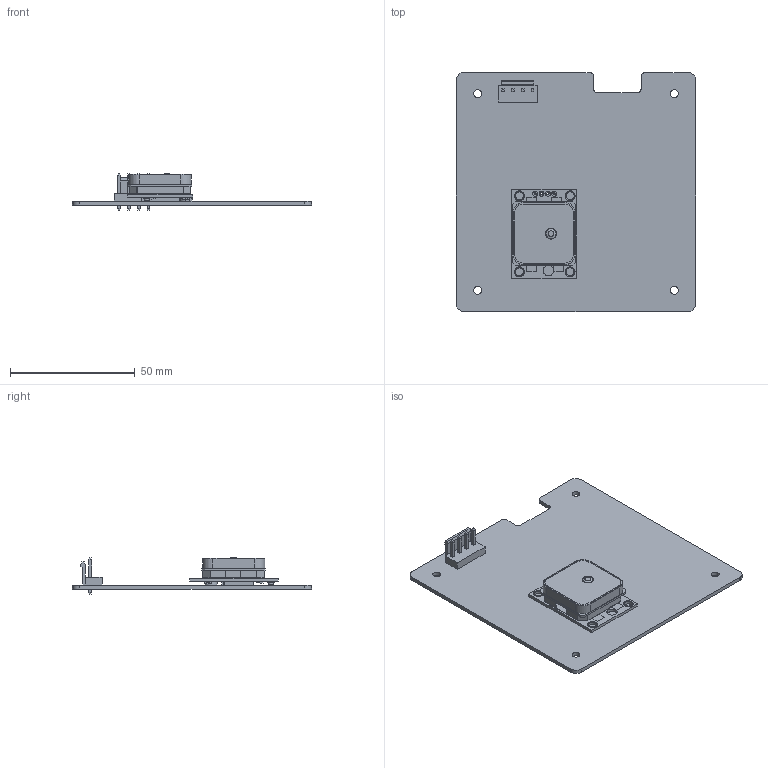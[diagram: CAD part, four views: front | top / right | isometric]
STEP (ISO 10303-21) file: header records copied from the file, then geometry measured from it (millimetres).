
FILE_DESCRIPTION(('KiCad electronic assembly'),'2;1');
FILE_NAME('localizacao_car.step','2025-03-30T11:46:56',('Pcbnew'),( 'Kicad'),'Open CASCADE STEP processor 7.6','KiCad to STEP converter' ,'Unknown');
FILE_SCHEMA(('AUTOMOTIVE_DESIGN { 1 0 10303 214 1 1 1 1 }'));
Length unit declared in the file: millimetre
Products named in the file (6): localizacao_car 1; B4P-VH_LF__SN_; B4P-VH(LF)(SN); GY-NEO6MV2-withAnt v2; _autosave-localizacao_car_PCB
Assembly tree (5 placements, depth 3):
  localizacao_car 1
    B4P-VH_LF__SN_
      B4P-VH(LF)(SN)
    GY-NEO6MV2-withAnt v2
      GY-NEO6MV2-withAnt v2
    _autosave-localizacao_car_PCB
Bounding box: 96 x 96 x 14.7 mm (x, y, z)
Volume: 19888.1 mm3; surface area: 26540.5 mm2
Topology: 10 solids, 10 shells, 390 faces, 922 edges, 588 vertices
Faces by surface type: plane 280, cylinder 94, cone 9, sphere 4, torus 2, bspline 1
Full cylindrical faces by diameter (mm): 0.5 x1, 0.914 x4, 0.96 x4, 1.7 x1, 1.76 x4, 2 x9, 3.2 x8, 4 x8, 4.2 x1, 4.5 x1, 5 x1
Entity records: 11347 total; most frequent: CARTESIAN_POINT 1928, DIRECTION 1907, ORIENTED_EDGE 1836, EDGE_CURVE 918, LINE 719, VECTOR 719, AXIS2_PLACEMENT_3D 594, VERTEX_POINT 588
